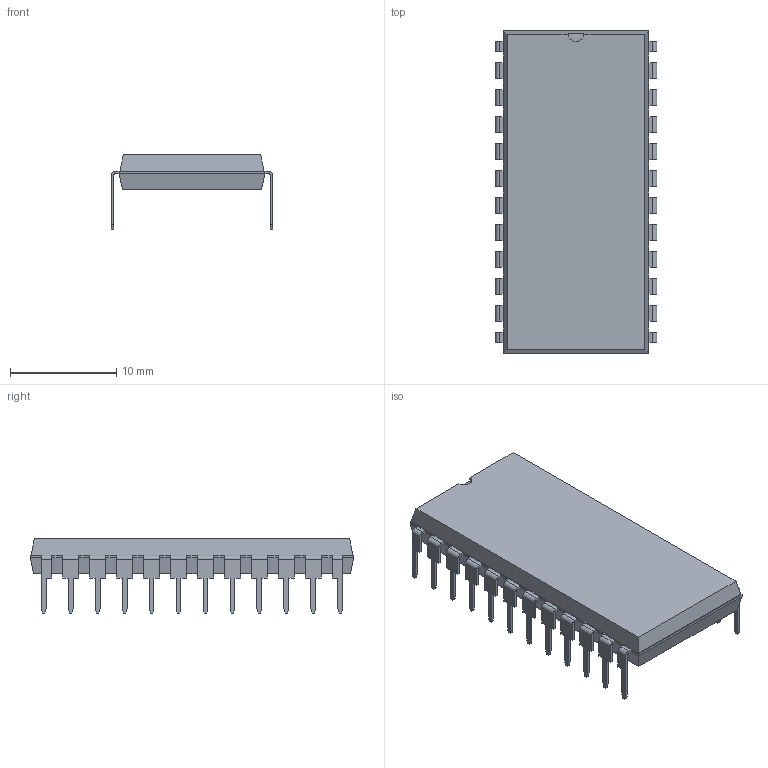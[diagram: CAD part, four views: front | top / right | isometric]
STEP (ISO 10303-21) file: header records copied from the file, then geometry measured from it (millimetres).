
FILE_DESCRIPTION(/* description */ ('model of DIP-24_W15.24mm'),/* implementation_level */ '2;1');
FILE_NAME(/* name */ 'DIP-24_W15.24mm.step',/* time_stamp */ '2018-11-04T10:38:58',/* author */ ('kicad StepUp','ksu'),/* organization */ ('FreeCAD'),/* preprocessor_version */ 'OCC',/* originating_system */ 'kicad StepUp',/* authorisation */ '');
FILE_SCHEMA(('AUTOMOTIVE_DESIGN { 1 0 10303 214 1 1 1 1 }'));
Length unit declared in the file: millimetre
Products named in the file (1): DIP_24_W1524mm
Bounding box: 15.24 x 30.48 x 6.98 mm (x, y, z)
Volume: 1359.6 mm3; surface area: 1390 mm2
Topology: 1 solids, 1 shells, 444 faces, 1172 edges, 730 vertices
Faces by surface type: plane 335, bspline 60, cylinder 49
Entity records: 16432 total; most frequent: CARTESIAN_POINT 2552, ORIENTED_EDGE 2344, DIRECTION 2023, EDGE_CURVE 1172, LINE 1053, VECTOR 1053, VERTEX_POINT 730, AXIS2_PLACEMENT_3D 485
